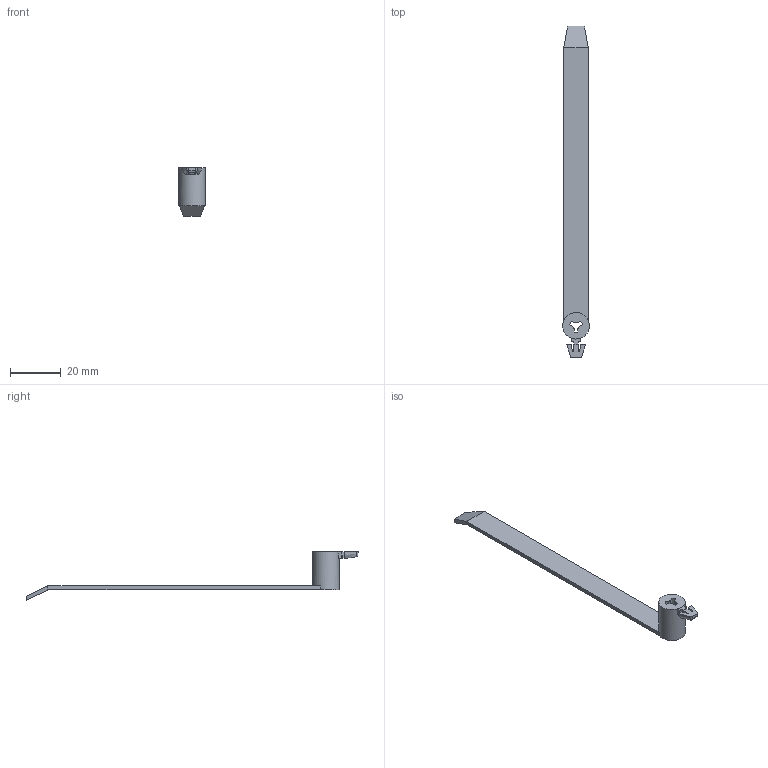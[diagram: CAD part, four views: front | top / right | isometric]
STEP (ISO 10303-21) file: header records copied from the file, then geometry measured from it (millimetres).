
FILE_DESCRIPTION(/* description */ (''),/* implementation_level */ '2;1');
FILE_NAME(/* name */ '00162NBD_00__specification__00162NBD_00_PRST30S_S14_3D_CUST_GEO__.stp',/* time_stamp */ '2016-03-16T13:34:40-05:00',/* author */ (''),/* organization */ (''),/* preprocessor_version */ 'ST-DEVELOPER v15',/* originating_system */ 'SIEMENS PLM Software NX 8.5',/* authorisation */ '');
FILE_SCHEMA (('AP203_CONFIGURATION_CONTROLLED_3D_DESIGN_OF_MECHANICAL_PARTS_AND_ASSEMBLIES_MIM_LF { 1 0 10303 403 2 1 2}'));
Length unit declared in the file: inch
Products named in the file (1): bwg112C32DC59zo
Bounding box: 10.46 x 130.92 x 19.19 mm (x, y, z)
Volume: 2854.4 mm3; surface area: 3562.7 mm2
Topology: 1 solids, 1 shells, 50 faces, 141 edges, 93 vertices
Faces by surface type: plane 36, cylinder 8, bspline 2, extrusion 2, cone 2
Full cylindrical faces by diameter (mm): 10.465 x1
Entity records: 1797 total; most frequent: CARTESIAN_POINT 428, ORIENTED_EDGE 278, DIRECTION 245, EDGE_CURVE 139, VECTOR 99, LINE 97, VERTEX_POINT 92, AXIS2_PLACEMENT_3D 73
